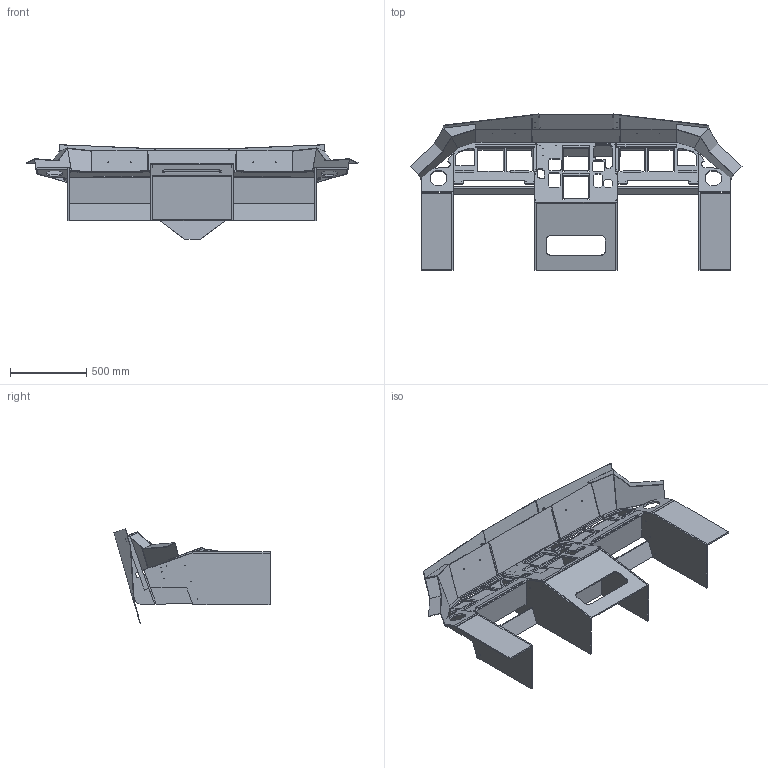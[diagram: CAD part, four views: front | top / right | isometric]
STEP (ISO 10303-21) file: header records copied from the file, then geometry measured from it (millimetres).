
FILE_DESCRIPTION(/* description */ (''),/* implementation_level */ '2;1');
FILE_NAME(/* name */ 'DIY MIP.step',/* time_stamp */ '2022-06-03T11:59:10+02:00',/* author */ (''),/* organization */ (''),/* preprocessor_version */ 'ST-DEVELOPER v19',/* originating_system */ 'Autodesk Translation Framework v11.7.0.108',/* authorisation */ '');
FILE_SCHEMA (('AUTOMOTIVE_DESIGN { 1 0 10303 214 3 1 1 }'));
Length unit declared in the file: millimetre
Products named in the file (8): diymip; mip10; Component1; Component2; Component3; Component1(Mirror); Component3(Mirror); Component6
Assembly tree (7 placements, depth 2):
  diymip
    mip10
    Component1
    Component2
    Component3
    Component1(Mirror)
    Component3(Mirror)
    Component6
Bounding box: 2173.83 x 1021.8 x 619.78 mm (x, y, z)
Volume: 28282713.2 mm3; surface area: 7845421 mm2
Topology: 34 solids, 34 shells, 709 faces, 1843 edges, 1214 vertices
Faces by surface type: plane 548, bspline 119, cylinder 42
Full cylindrical faces by diameter (mm): 5 x22
Entity records: 23821 total; most frequent: CARTESIAN_POINT 6560, ORIENTED_EDGE 3686, DIRECTION 2959, EDGE_CURVE 1843, LINE 1525, VECTOR 1525, VERTEX_POINT 1214, EDGE_LOOP 873
